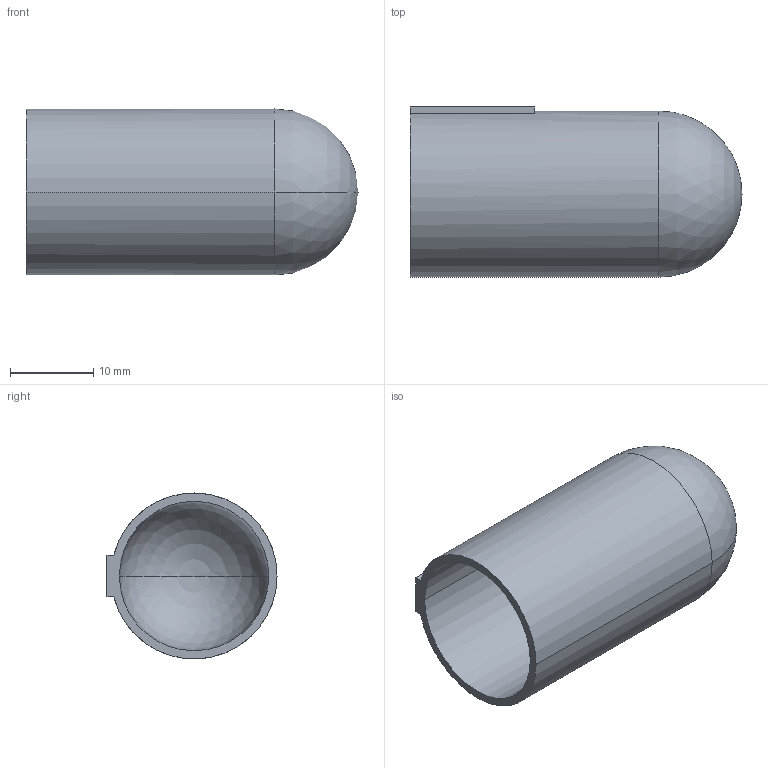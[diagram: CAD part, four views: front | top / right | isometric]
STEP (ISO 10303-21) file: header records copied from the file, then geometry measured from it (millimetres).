
FILE_DESCRIPTION((''),'2;1');
FILE_NAME('FOOT_FRONT','2008-09-05T',('mmeadows'),(''),'PRO/ENGINEER BY PARAMETRIC TECHNOLOGY CORPORATION, 2008340','PRO/ENGINEER BY PARAMETRIC TECHNOLOGY CORPORATION, 2008340','');
FILE_SCHEMA(('AUTOMOTIVE_DESIGN { 1 0 10303 214 1 1 1 1 }'));
Length unit declared in the file: centimetre
Products named in the file (1): FOOT_FRONT
Bounding box: 40 x 20.5 x 20 mm (x, y, z)
Volume: 2403.7 mm3; surface area: 4808.1 mm2
Topology: 1 solids, 1 shells, 13 faces, 33 edges, 20 vertices
Faces by surface type: plane 5, sphere 4, cylinder 4
Entity records: 537 total; most frequent: DIRECTION 79, CARTESIAN_POINT 66, ORIENTED_EDGE 56, AXIS2_PLACEMENT_3D 32, PRESENTATION_STYLE_ASSIGNMENT 32, STYLED_ITEM 32, CURVE_STYLE 31, EDGE_CURVE 28
